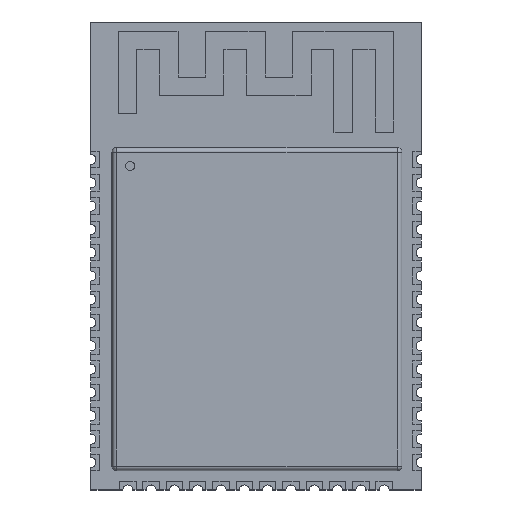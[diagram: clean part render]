
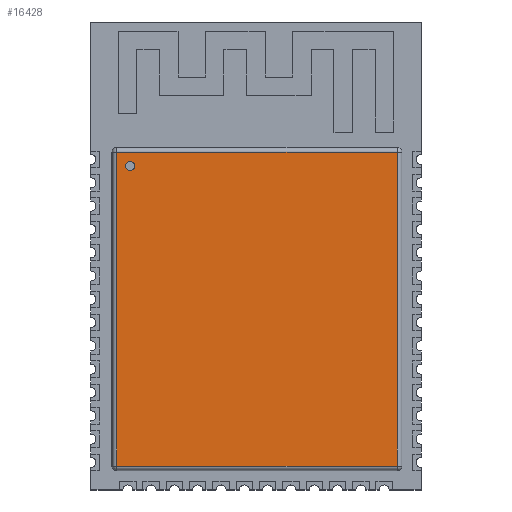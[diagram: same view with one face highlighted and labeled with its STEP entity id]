
A CAD part, top view. The second image highlights one B-rep face of the part: STEP entity #16428.
In plain terms, the highlighted planar face has unit normal (0, 0, 1).
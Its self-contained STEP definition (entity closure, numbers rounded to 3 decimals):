
#16252 = VERTEX_POINT('',#16253);
#16253 = CARTESIAN_POINT('',(-7.6,5.65,3.1));
#16260 = EDGE_CURVE('',#16252,#16261,#16263,.T.);
#16261 = VERTEX_POINT('',#16262);
#16262 = CARTESIAN_POINT('',(7.7,5.65,3.1));
#16263 = LINE('',#16264,#16265);
#16264 = CARTESIAN_POINT('',(-7.85,5.65,3.1));
#16265 = VECTOR('',#16266,1.);
#16266 = DIRECTION('',(1.,0.,0.));
#16428 = ADVANCED_FACE('',(#16429,#16454),#16465,.T.);
#16429 = FACE_BOUND('',#16430,.T.);
#16430 = EDGE_LOOP('',(#16431,#16441,#16447,#16448));
#16431 = ORIENTED_EDGE('',*,*,#16432,.F.);
#16432 = EDGE_CURVE('',#16433,#16435,#16437,.T.);
#16433 = VERTEX_POINT('',#16434);
#16434 = CARTESIAN_POINT('',(7.7,-11.45,3.1));
#16435 = VERTEX_POINT('',#16436);
#16436 = CARTESIAN_POINT('',(-7.6,-11.45,3.1));
#16437 = LINE('',#16438,#16439);
#16438 = CARTESIAN_POINT('',(7.95,-11.45,3.1));
#16439 = VECTOR('',#16440,1.);
#16440 = DIRECTION('',(-1.,0.,0.));
#16441 = ORIENTED_EDGE('',*,*,#16442,.F.);
#16442 = EDGE_CURVE('',#16261,#16433,#16443,.T.);
#16443 = LINE('',#16444,#16445);
#16444 = CARTESIAN_POINT('',(7.7,5.9,3.1));
#16445 = VECTOR('',#16446,1.);
#16446 = DIRECTION('',(0.,-1.,0.));
#16447 = ORIENTED_EDGE('',*,*,#16260,.F.);
#16448 = ORIENTED_EDGE('',*,*,#16449,.F.);
#16449 = EDGE_CURVE('',#16435,#16252,#16450,.T.);
#16450 = LINE('',#16451,#16452);
#16451 = CARTESIAN_POINT('',(-7.6,-11.7,3.1));
#16452 = VECTOR('',#16453,1.);
#16453 = DIRECTION('',(0.,1.,0.));
#16454 = FACE_BOUND('',#16455,.T.);
#16455 = EDGE_LOOP('',(#16456));
#16456 = ORIENTED_EDGE('',*,*,#16457,.F.);
#16457 = EDGE_CURVE('',#16458,#16458,#16460,.T.);
#16458 = VERTEX_POINT('',#16459);
#16459 = CARTESIAN_POINT('',(-6.6,4.9,3.1));
#16460 = CIRCLE('',#16461,0.25);
#16461 = AXIS2_PLACEMENT_3D('',#16462,#16463,#16464);
#16462 = CARTESIAN_POINT('',(-6.85,4.9,3.1));
#16463 = DIRECTION('',(0.,0.,1.));
#16464 = DIRECTION('',(1.,0.,0.));
#16465 = PLANE('',#16466);
#16466 = AXIS2_PLACEMENT_3D('',#16467,#16468,#16469);
#16467 = CARTESIAN_POINT('',(0.05,-2.9,3.1));
#16468 = DIRECTION('',(0.,0.,1.));
#16469 = DIRECTION('',(1.,0.,0.));
